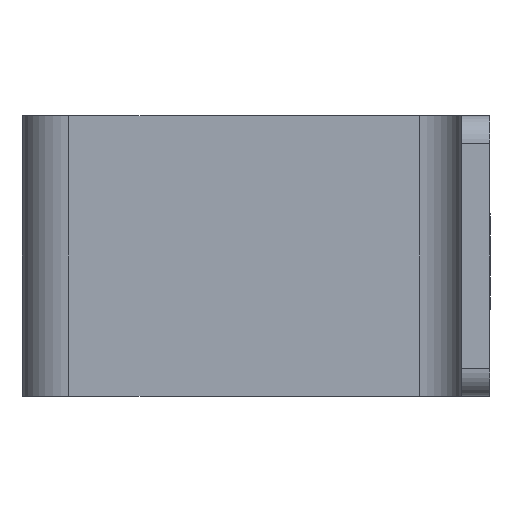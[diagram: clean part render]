
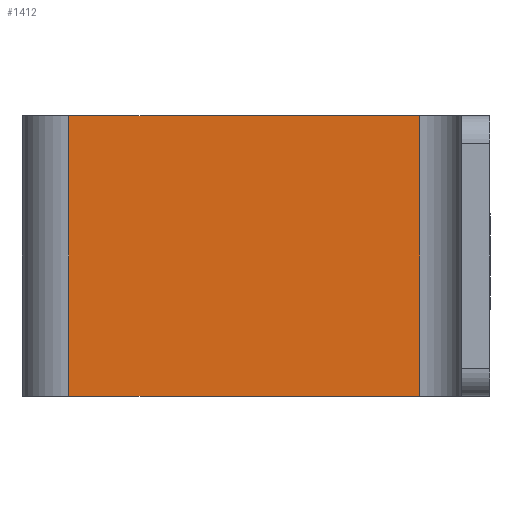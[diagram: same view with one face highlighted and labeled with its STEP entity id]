
A CAD part, left-side view. The second image highlights one B-rep face of the part: STEP entity #1412.
In plain terms, the highlighted planar face has unit normal (-1, 0, 0).
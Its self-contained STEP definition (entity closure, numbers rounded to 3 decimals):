
#3 = VERTEX_POINT ( 'NONE', #238 ) ;
#17 = FACE_OUTER_BOUND ( 'NONE', #773, .T. ) ;
#65 = ORIENTED_EDGE ( 'NONE', *, *, #1355, .T. ) ;
#224 = DIRECTION ( 'NONE',  ( 0., 0., 1. ) ) ;
#238 = CARTESIAN_POINT ( 'NONE',  ( -75., 42., -15. ) ) ;
#308 = LINE ( 'NONE', #989, #1245 ) ;
#313 = ORIENTED_EDGE ( 'NONE', *, *, #1578, .F. ) ;
#335 = DIRECTION ( 'NONE',  ( 0., -1., 0. ) ) ;
#341 = VECTOR ( 'NONE', #224, 1000. ) ;
#366 = CARTESIAN_POINT ( 'NONE',  ( -75., 42., -15. ) ) ;
#381 = EDGE_CURVE ( 'NONE', #3, #419, #789, .T. ) ;
#409 = LINE ( 'NONE', #931, #432 ) ;
#419 = VERTEX_POINT ( 'NONE', #653 ) ;
#432 = VECTOR ( 'NONE', #800, 1000. ) ;
#440 = CARTESIAN_POINT ( 'NONE',  ( -75., 47., -15. ) ) ;
#633 = VERTEX_POINT ( 'NONE', #725 ) ;
#653 = CARTESIAN_POINT ( 'NONE',  ( -75., 4.5, -15. ) ) ;
#725 = CARTESIAN_POINT ( 'NONE',  ( -75., 42., 15. ) ) ;
#773 = EDGE_LOOP ( 'NONE', ( #313, #932, #1684, #65 ) ) ;
#789 = LINE ( 'NONE', #797, #1298 ) ;
#797 = CARTESIAN_POINT ( 'NONE',  ( -75., 47., -15. ) ) ;
#800 = DIRECTION ( 'NONE',  ( 0., 0., 1. ) ) ;
#903 = VERTEX_POINT ( 'NONE', #1310 ) ;
#931 = CARTESIAN_POINT ( 'NONE',  ( -75., 4.5, -15. ) ) ;
#932 = ORIENTED_EDGE ( 'NONE', *, *, #1130, .F. ) ;
#989 = CARTESIAN_POINT ( 'NONE',  ( -75., 47., 15. ) ) ;
#1033 = LINE ( 'NONE', #366, #341 ) ;
#1055 = DIRECTION ( 'NONE',  ( 0., 0., 1. ) ) ;
#1130 = EDGE_CURVE ( 'NONE', #3, #633, #1033, .T. ) ;
#1245 = VECTOR ( 'NONE', #335, 1000. ) ;
#1298 = VECTOR ( 'NONE', #1686, 1000. ) ;
#1310 = CARTESIAN_POINT ( 'NONE',  ( -75., 4.5, 15. ) ) ;
#1318 = DIRECTION ( 'NONE',  ( -1., 0., 0. ) ) ;
#1327 = PLANE ( 'NONE',  #1513 ) ;
#1355 = EDGE_CURVE ( 'NONE', #419, #903, #409, .T. ) ;
#1412 = ADVANCED_FACE ( 'NONE', ( #17 ), #1327, .T. ) ;
#1513 = AXIS2_PLACEMENT_3D ( 'NONE', #440, #1318, #1055 ) ;
#1578 = EDGE_CURVE ( 'NONE', #633, #903, #308, .T. ) ;
#1684 = ORIENTED_EDGE ( 'NONE', *, *, #381, .T. ) ;
#1686 = DIRECTION ( 'NONE',  ( 0., -1., 0. ) ) ;
